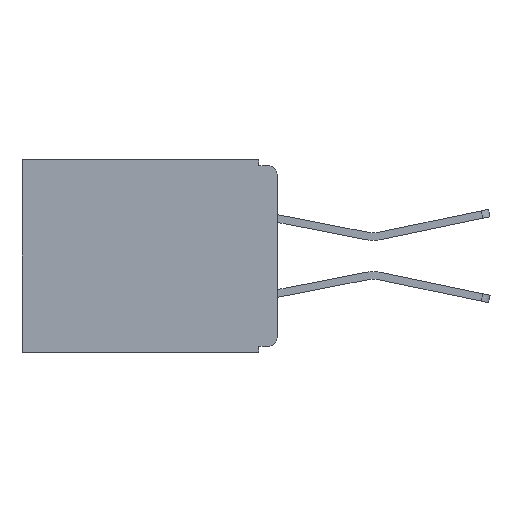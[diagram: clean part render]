
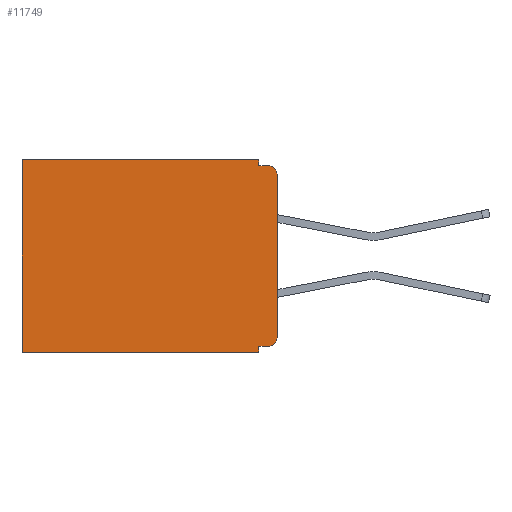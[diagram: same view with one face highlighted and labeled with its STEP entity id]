
A CAD part, left-side view. The second image highlights one B-rep face of the part: STEP entity #11749.
In plain terms, the highlighted planar face has unit normal (-1, 0, 0).
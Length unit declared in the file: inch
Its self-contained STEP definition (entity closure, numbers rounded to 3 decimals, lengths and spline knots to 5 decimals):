
#71 = VECTOR ( 'NONE', #133, 39.37008 ) ;
#127 = VECTOR ( 'NONE', #11718, 39.37008 ) ;
#133 = DIRECTION ( 'NONE',  ( 0., 1., 0. ) ) ;
#135 = CARTESIAN_POINT ( 'NONE',  ( 0.3, 0., -0.305 ) ) ;
#202 = DIRECTION ( 'NONE',  ( 1., 0., 0. ) ) ;
#247 = VECTOR ( 'NONE', #9158, 39.37008 ) ;
#327 = VECTOR ( 'NONE', #11688, 39.37008 ) ;
#879 = CARTESIAN_POINT ( 'NONE',  ( 0.3, 0.031, 0. ) ) ;
#927 = VECTOR ( 'NONE', #3900, 39.37008 ) ;
#1347 = CARTESIAN_POINT ( 'NONE',  ( 0.3, 0., -0.33 ) ) ;
#1432 = VECTOR ( 'NONE', #1850, 39.37008 ) ;
#1444 = CARTESIAN_POINT ( 'NONE',  ( 0.3, 0.437, -0.33 ) ) ;
#1533 = VERTEX_POINT ( 'NONE', #135 ) ;
#1609 = VERTEX_POINT ( 'NONE', #10281 ) ;
#1850 = DIRECTION ( 'NONE',  ( 0., 0., -1. ) ) ;
#1930 = LINE ( 'NONE', #3188, #9071 ) ;
#1999 = ORIENTED_EDGE ( 'NONE', *, *, #4185, .F. ) ;
#2036 = ORIENTED_EDGE ( 'NONE', *, *, #11112, .F. ) ;
#2213 = CARTESIAN_POINT ( 'NONE',  ( 0.3, 0.437, 0. ) ) ;
#2688 = LINE ( 'NONE', #4504, #127 ) ;
#2886 = EDGE_LOOP ( 'NONE', ( #1999, #4801, #4790, #11446, #10206, #5807, #11597, #3054, #2036, #4248 ) ) ;
#3054 = ORIENTED_EDGE ( 'NONE', *, *, #8236, .F. ) ;
#3172 = EDGE_CURVE ( 'NONE', #6646, #5392, #1930, .T. ) ;
#3188 = CARTESIAN_POINT ( 'NONE',  ( 0.3, 0.437, -0.33 ) ) ;
#3210 = LINE ( 'NONE', #7262, #327 ) ;
#3239 = DIRECTION ( 'NONE',  ( 0., 0., -1. ) ) ;
#3245 = CARTESIAN_POINT ( 'NONE',  ( 0.3, 0., -0.01 ) ) ;
#3670 = CARTESIAN_POINT ( 'NONE',  ( 0.3, 0.015, -0.025 ) ) ;
#3900 = DIRECTION ( 'NONE',  ( 0., -1., 0. ) ) ;
#4064 = LINE ( 'NONE', #3245, #927 ) ;
#4185 = EDGE_CURVE ( 'NONE', #9391, #1533, #9926, .T. ) ;
#4248 = ORIENTED_EDGE ( 'NONE', *, *, #10629, .T. ) ;
#4504 = CARTESIAN_POINT ( 'NONE',  ( 0.3, 0.031, -0.33 ) ) ;
#4564 = CARTESIAN_POINT ( 'NONE',  ( 0.3, 0.015, -0.305 ) ) ;
#4582 = DIRECTION ( 'NONE',  ( 0., 0., -1. ) ) ;
#4790 = ORIENTED_EDGE ( 'NONE', *, *, #6964, .F. ) ;
#4801 = ORIENTED_EDGE ( 'NONE', *, *, #11491, .T. ) ;
#4941 = CARTESIAN_POINT ( 'NONE',  ( 0.3, 0., -0.33 ) ) ;
#5244 = VECTOR ( 'NONE', #5588, 39.37008 ) ;
#5280 = CARTESIAN_POINT ( 'NONE',  ( 0.3, 0.015, -0.32 ) ) ;
#5392 = VERTEX_POINT ( 'NONE', #1444 ) ;
#5492 = DIRECTION ( 'NONE',  ( 0., 0., -1. ) ) ;
#5588 = DIRECTION ( 'NONE',  ( 0., 1., 0. ) ) ;
#5715 = CIRCLE ( 'NONE', #11762, 0.015 ) ;
#5760 = VERTEX_POINT ( 'NONE', #5280 ) ;
#5807 = ORIENTED_EDGE ( 'NONE', *, *, #3172, .T. ) ;
#6156 = EDGE_CURVE ( 'NONE', #10667, #6646, #3210, .T. ) ;
#6178 = CARTESIAN_POINT ( 'NONE',  ( 0.3, 0.015, -0.01 ) ) ;
#6491 = CARTESIAN_POINT ( 'NONE',  ( 0.3, 0., -0.33 ) ) ;
#6646 = VERTEX_POINT ( 'NONE', #2213 ) ;
#6804 = DIRECTION ( 'NONE',  ( 0., 0., -1. ) ) ;
#6964 = EDGE_CURVE ( 'NONE', #8867, #11339, #4064, .T. ) ;
#7044 = AXIS2_PLACEMENT_3D ( 'NONE', #4564, #10936, #5492 ) ;
#7262 = CARTESIAN_POINT ( 'NONE',  ( 0.3, 0., 0. ) ) ;
#7300 = LINE ( 'NONE', #11210, #71 ) ;
#7732 = LINE ( 'NONE', #6491, #5244 ) ;
#8012 = CIRCLE ( 'NONE', #7044, 0.015 ) ;
#8236 = EDGE_CURVE ( 'NONE', #10169, #1609, #2688, .T. ) ;
#8297 = CARTESIAN_POINT ( 'NONE',  ( 0.3, 0.031, 0. ) ) ;
#8867 = VERTEX_POINT ( 'NONE', #11668 ) ;
#8898 = LINE ( 'NONE', #879, #1432 ) ;
#9071 = VECTOR ( 'NONE', #3239, 39.37008 ) ;
#9153 = FACE_OUTER_BOUND ( 'NONE', #2886, .T. ) ;
#9158 = DIRECTION ( 'NONE',  ( 0., 0., -1. ) ) ;
#9341 = CARTESIAN_POINT ( 'NONE',  ( 0.3, 0.031, -0.32 ) ) ;
#9391 = VERTEX_POINT ( 'NONE', #10043 ) ;
#9926 = LINE ( 'NONE', #1347, #247 ) ;
#10043 = CARTESIAN_POINT ( 'NONE',  ( 0.3, 0., -0.025 ) ) ;
#10110 = DIRECTION ( 'NONE',  ( -1., 0., 0. ) ) ;
#10139 = EDGE_CURVE ( 'NONE', #10667, #8867, #8898, .T. ) ;
#10169 = VERTEX_POINT ( 'NONE', #9341 ) ;
#10206 = ORIENTED_EDGE ( 'NONE', *, *, #6156, .T. ) ;
#10281 = CARTESIAN_POINT ( 'NONE',  ( 0.3, 0.031, -0.33 ) ) ;
#10629 = EDGE_CURVE ( 'NONE', #5760, #1533, #8012, .T. ) ;
#10667 = VERTEX_POINT ( 'NONE', #8297 ) ;
#10936 = DIRECTION ( 'NONE',  ( -1., 0., 0. ) ) ;
#10981 = AXIS2_PLACEMENT_3D ( 'NONE', #4941, #202, #6804 ) ;
#11112 = EDGE_CURVE ( 'NONE', #5760, #10169, #7300, .T. ) ;
#11210 = CARTESIAN_POINT ( 'NONE',  ( 0.3, 0., -0.32 ) ) ;
#11270 = PLANE ( 'NONE',  #10981 ) ;
#11339 = VERTEX_POINT ( 'NONE', #6178 ) ;
#11446 = ORIENTED_EDGE ( 'NONE', *, *, #10139, .F. ) ;
#11491 = EDGE_CURVE ( 'NONE', #9391, #11339, #5715, .T. ) ;
#11566 = EDGE_CURVE ( 'NONE', #1609, #5392, #7732, .T. ) ;
#11597 = ORIENTED_EDGE ( 'NONE', *, *, #11566, .F. ) ;
#11668 = CARTESIAN_POINT ( 'NONE',  ( 0.3, 0.031, -0.01 ) ) ;
#11688 = DIRECTION ( 'NONE',  ( 0., 1., 0. ) ) ;
#11718 = DIRECTION ( 'NONE',  ( 0., 0., -1. ) ) ;
#11749 = ADVANCED_FACE ( 'NONE', ( #9153 ), #11270, .F. ) ;
#11762 = AXIS2_PLACEMENT_3D ( 'NONE', #3670, #10110, #4582 ) ;
